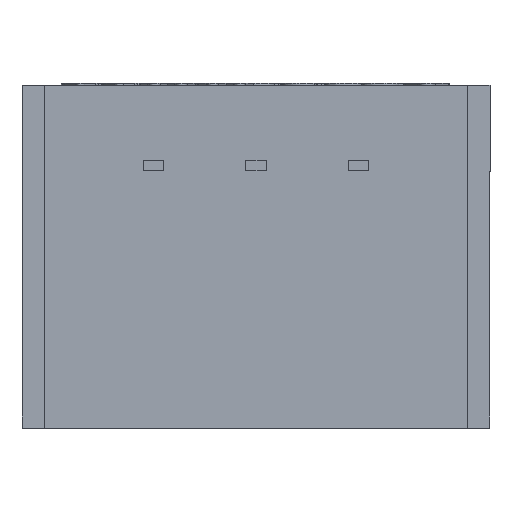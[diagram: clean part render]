
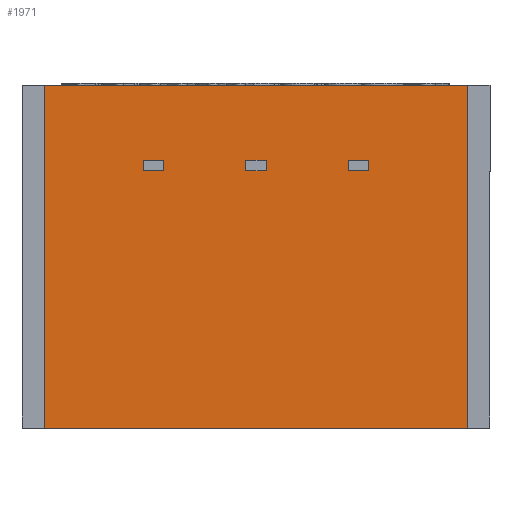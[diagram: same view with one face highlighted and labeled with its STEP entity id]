
A CAD part, top view. The second image highlights one B-rep face of the part: STEP entity #1971.
In plain terms, the highlighted planar face has unit normal (0, 0, 1).
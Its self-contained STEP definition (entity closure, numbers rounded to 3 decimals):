
#1273 = VERTEX_POINT ( 'NONE', #9189 ) ;
#1275 = VERTEX_POINT ( 'NONE', #9191 ) ;
#1324 = VERTEX_POINT ( 'NONE', #9240 ) ;
#1325 = VERTEX_POINT ( 'NONE', #9241 ) ;
#1326 = VERTEX_POINT ( 'NONE', #9242 ) ;
#1327 = VERTEX_POINT ( 'NONE', #9243 ) ;
#1328 = VERTEX_POINT ( 'NONE', #9244 ) ;
#1329 = VERTEX_POINT ( 'NONE', #9245 ) ;
#1330 = VERTEX_POINT ( 'NONE', #9246 ) ;
#1331 = VERTEX_POINT ( 'NONE', #9247 ) ;
#1332 = VERTEX_POINT ( 'NONE', #9248 ) ;
#1333 = VERTEX_POINT ( 'NONE', #9249 ) ;
#1334 = VERTEX_POINT ( 'NONE', #9250 ) ;
#1335 = VERTEX_POINT ( 'NONE', #9251 ) ;
#1336 = VERTEX_POINT ( 'NONE', #9252 ) ;
#1337 = VERTEX_POINT ( 'NONE', #9253 ) ;
#1468 = ORIENTED_EDGE ( 'NONE', *, *, #2058, .F. ) ;
#1469 = ORIENTED_EDGE ( 'NONE', *, *, #2059, .T. ) ;
#1470 = ORIENTED_EDGE ( 'NONE', *, *, #2057, .F. ) ;
#1471 = ORIENTED_EDGE ( 'NONE', *, *, #2061, .T. ) ;
#1472 = ORIENTED_EDGE ( 'NONE', *, *, #2062, .T. ) ;
#1473 = ORIENTED_EDGE ( 'NONE', *, *, #2063, .F. ) ;
#1474 = ORIENTED_EDGE ( 'NONE', *, *, #2060, .T. ) ;
#1475 = ORIENTED_EDGE ( 'NONE', *, *, #2065, .F. ) ;
#1476 = ORIENTED_EDGE ( 'NONE', *, *, #2066, .T. ) ;
#1477 = ORIENTED_EDGE ( 'NONE', *, *, #2067, .F. ) ;
#1478 = ORIENTED_EDGE ( 'NONE', *, *, #2064, .F. ) ;
#1479 = ORIENTED_EDGE ( 'NONE', *, *, #2069, .T. ) ;
#1480 = ORIENTED_EDGE ( 'NONE', *, *, #2070, .T. ) ;
#1481 = ORIENTED_EDGE ( 'NONE', *, *, #2129, .F. ) ;
#1482 = ORIENTED_EDGE ( 'NONE', *, *, #2068, .F. ) ;
#1483 = ORIENTED_EDGE ( 'NONE', *, *, #2071, .T. ) ;
#1971 = ADVANCED_FACE ( 'NONE', ( #10041, #10062, #10063, #10064 ), #12716, .T. ) ;
#2057 = EDGE_CURVE ( 'NONE', #1326, #1324, #4355, .T. ) ;
#2058 = EDGE_CURVE ( 'NONE', #1324, #1325, #4358, .T. ) ;
#2059 = EDGE_CURVE ( 'NONE', #1326, #1327, #4361, .T. ) ;
#2060 = EDGE_CURVE ( 'NONE', #1329, #1330, #4364, .T. ) ;
#2061 = EDGE_CURVE ( 'NONE', #1327, #1325, #4367, .T. ) ;
#2062 = EDGE_CURVE ( 'NONE', #1328, #1329, #4370, .T. ) ;
#2063 = EDGE_CURVE ( 'NONE', #1331, #1330, #4373, .T. ) ;
#2064 = EDGE_CURVE ( 'NONE', #1334, #1333, #4376, .T. ) ;
#2065 = EDGE_CURVE ( 'NONE', #1328, #1331, #4379, .T. ) ;
#2066 = EDGE_CURVE ( 'NONE', #1332, #1333, #4382, .T. ) ;
#2067 = EDGE_CURVE ( 'NONE', #1335, #1334, #4385, .T. ) ;
#2068 = EDGE_CURVE ( 'NONE', #1273, #1337, #4388, .T. ) ;
#2069 = EDGE_CURVE ( 'NONE', #1335, #1332, #4391, .T. ) ;
#2070 = EDGE_CURVE ( 'NONE', #1336, #1337, #4394, .T. ) ;
#2071 = EDGE_CURVE ( 'NONE', #1275, #1336, #4397, .T. ) ;
#2129 = EDGE_CURVE ( 'NONE', #1275, #1273, #4571, .T. ) ;
#2251 = EDGE_LOOP ( 'NONE', ( #1468, #1470, #1469, #1471 ) ) ;
#2252 = EDGE_LOOP ( 'NONE', ( #1472, #1474, #1473, #1475 ) ) ;
#2253 = EDGE_LOOP ( 'NONE', ( #1476, #1478, #1477, #1479 ) ) ;
#2254 = EDGE_LOOP ( 'NONE', ( #1480, #1482, #1481, #1483 ) ) ;
#4355 = LINE ( 'NONE', #4356, #10156 ) ;
#4356 = CARTESIAN_POINT ( 'NONE',  ( -13.055, -2.515, 0. ) ) ;
#4357 = DIRECTION ( 'NONE',  ( 0., -1., 0. ) ) ;
#4358 = LINE ( 'NONE', #4359, #10157 ) ;
#4359 = CARTESIAN_POINT ( 'NONE',  ( -13.055, -2.765, 0. ) ) ;
#4360 = DIRECTION ( 'NONE',  ( 1., 0., 0. ) ) ;
#4361 = LINE ( 'NONE', #4362, #10158 ) ;
#4362 = CARTESIAN_POINT ( 'NONE',  ( -13.055, -2.515, 0. ) ) ;
#4363 = DIRECTION ( 'NONE',  ( 1., 0., 0. ) ) ;
#4364 = LINE ( 'NONE', #4365, #10159 ) ;
#4365 = CARTESIAN_POINT ( 'NONE',  ( 0., -2.767, 0. ) ) ;
#4366 = DIRECTION ( 'NONE',  ( -1., 0., 0. ) ) ;
#4367 = LINE ( 'NONE', #4368, #10160 ) ;
#4368 = CARTESIAN_POINT ( 'NONE',  ( -12.555, -2.515, 0. ) ) ;
#4369 = DIRECTION ( 'NONE',  ( 0., -1., 0. ) ) ;
#4370 = LINE ( 'NONE', #4371, #10161 ) ;
#4371 = CARTESIAN_POINT ( 'NONE',  ( -10.015, 0., 0. ) ) ;
#4372 = DIRECTION ( 'NONE',  ( 0., -1., 0. ) ) ;
#4373 = LINE ( 'NONE', #4374, #10162 ) ;
#4374 = CARTESIAN_POINT ( 'NONE',  ( -10.515, 0., 0. ) ) ;
#4375 = DIRECTION ( 'NONE',  ( 0., -1., 0. ) ) ;
#4376 = LINE ( 'NONE', #4377, #10163 ) ;
#4377 = CARTESIAN_POINT ( 'NONE',  ( 0., -2.767, 0. ) ) ;
#4378 = DIRECTION ( 'NONE',  ( 1., 0., 0. ) ) ;
#4379 = LINE ( 'NONE', #4380, #10164 ) ;
#4380 = CARTESIAN_POINT ( 'NONE',  ( 0., -2.515, 0. ) ) ;
#4381 = DIRECTION ( 'NONE',  ( -1., 0., 0. ) ) ;
#4382 = LINE ( 'NONE', #4383, #10165 ) ;
#4383 = CARTESIAN_POINT ( 'NONE',  ( -15.095, 0., 0. ) ) ;
#4384 = DIRECTION ( 'NONE',  ( 0., -1., 0. ) ) ;
#4385 = LINE ( 'NONE', #4386, #10166 ) ;
#4386 = CARTESIAN_POINT ( 'NONE',  ( -15.595, 0., 0. ) ) ;
#4387 = DIRECTION ( 'NONE',  ( 0., -1., 0. ) ) ;
#4388 = LINE ( 'NONE', #4389, #10167 ) ;
#4389 = CARTESIAN_POINT ( 'NONE',  ( -7.555, 0., 0. ) ) ;
#4390 = DIRECTION ( 'NONE',  ( 0., -1., 0. ) ) ;
#4391 = LINE ( 'NONE', #4392, #10168 ) ;
#4392 = CARTESIAN_POINT ( 'NONE',  ( 0., -2.515, 0. ) ) ;
#4393 = DIRECTION ( 'NONE',  ( 1., 0., 0. ) ) ;
#4394 = LINE ( 'NONE', #4395, #10169 ) ;
#4395 = CARTESIAN_POINT ( 'NONE',  ( 0., -9.14, 0. ) ) ;
#4396 = DIRECTION ( 'NONE',  ( 1., 0., 0. ) ) ;
#4397 = LINE ( 'NONE', #4398, #10170 ) ;
#4398 = CARTESIAN_POINT ( 'NONE',  ( -18.055, 0., 0. ) ) ;
#4399 = DIRECTION ( 'NONE',  ( 0., -1., 0. ) ) ;
#4571 = LINE ( 'NONE', #4572, #10228 ) ;
#4572 = CARTESIAN_POINT ( 'NONE',  ( 0., -0.64, 0. ) ) ;
#4573 = DIRECTION ( 'NONE',  ( 1., 0., 0. ) ) ;
#9189 = CARTESIAN_POINT ( 'NONE',  ( -7.555, -0.64, 0. ) ) ;
#9191 = CARTESIAN_POINT ( 'NONE',  ( -18.055, -0.64, 0. ) ) ;
#9240 = CARTESIAN_POINT ( 'NONE',  ( -13.055, -2.765, 0. ) ) ;
#9241 = CARTESIAN_POINT ( 'NONE',  ( -12.555, -2.765, 0. ) ) ;
#9242 = CARTESIAN_POINT ( 'NONE',  ( -13.055, -2.515, 0. ) ) ;
#9243 = CARTESIAN_POINT ( 'NONE',  ( -12.555, -2.515, 0. ) ) ;
#9244 = CARTESIAN_POINT ( 'NONE',  ( -10.015, -2.515, 0. ) ) ;
#9245 = CARTESIAN_POINT ( 'NONE',  ( -10.015, -2.767, 0. ) ) ;
#9246 = CARTESIAN_POINT ( 'NONE',  ( -10.515, -2.767, 0. ) ) ;
#9247 = CARTESIAN_POINT ( 'NONE',  ( -10.515, -2.515, 0. ) ) ;
#9248 = CARTESIAN_POINT ( 'NONE',  ( -15.095, -2.515, 0. ) ) ;
#9249 = CARTESIAN_POINT ( 'NONE',  ( -15.095, -2.767, 0. ) ) ;
#9250 = CARTESIAN_POINT ( 'NONE',  ( -15.595, -2.767, 0. ) ) ;
#9251 = CARTESIAN_POINT ( 'NONE',  ( -15.595, -2.515, 0. ) ) ;
#9252 = CARTESIAN_POINT ( 'NONE',  ( -18.055, -9.14, 0. ) ) ;
#9253 = CARTESIAN_POINT ( 'NONE',  ( -7.555, -9.14, 0. ) ) ;
#10041 = FACE_BOUND ( 'NONE', #2251, .T. ) ;
#10060 = AXIS2_PLACEMENT_3D ( 'NONE', #12717, #12718, #12719 ) ;
#10062 = FACE_BOUND ( 'NONE', #2252, .T. ) ;
#10063 = FACE_BOUND ( 'NONE', #2253, .T. ) ;
#10064 = FACE_OUTER_BOUND ( 'NONE', #2254, .T. ) ;
#10156 = VECTOR ( 'NONE', #4357, 1000. ) ;
#10157 = VECTOR ( 'NONE', #4360, 1000. ) ;
#10158 = VECTOR ( 'NONE', #4363, 1000. ) ;
#10159 = VECTOR ( 'NONE', #4366, 1000. ) ;
#10160 = VECTOR ( 'NONE', #4369, 1000. ) ;
#10161 = VECTOR ( 'NONE', #4372, 1000. ) ;
#10162 = VECTOR ( 'NONE', #4375, 1000. ) ;
#10163 = VECTOR ( 'NONE', #4378, 1000. ) ;
#10164 = VECTOR ( 'NONE', #4381, 1000. ) ;
#10165 = VECTOR ( 'NONE', #4384, 1000. ) ;
#10166 = VECTOR ( 'NONE', #4387, 1000. ) ;
#10167 = VECTOR ( 'NONE', #4390, 1000. ) ;
#10168 = VECTOR ( 'NONE', #4393, 1000. ) ;
#10169 = VECTOR ( 'NONE', #4396, 1000. ) ;
#10170 = VECTOR ( 'NONE', #4399, 1000. ) ;
#10228 = VECTOR ( 'NONE', #4573, 1000. ) ;
#12716 = PLANE ( 'NONE',  #10060 ) ;
#12717 = CARTESIAN_POINT ( 'NONE',  ( 0., 0., 0. ) ) ;
#12718 = DIRECTION ( 'NONE',  ( 0., 0., 1. ) ) ;
#12719 = DIRECTION ( 'NONE',  ( 1., 0., 0. ) ) ;
